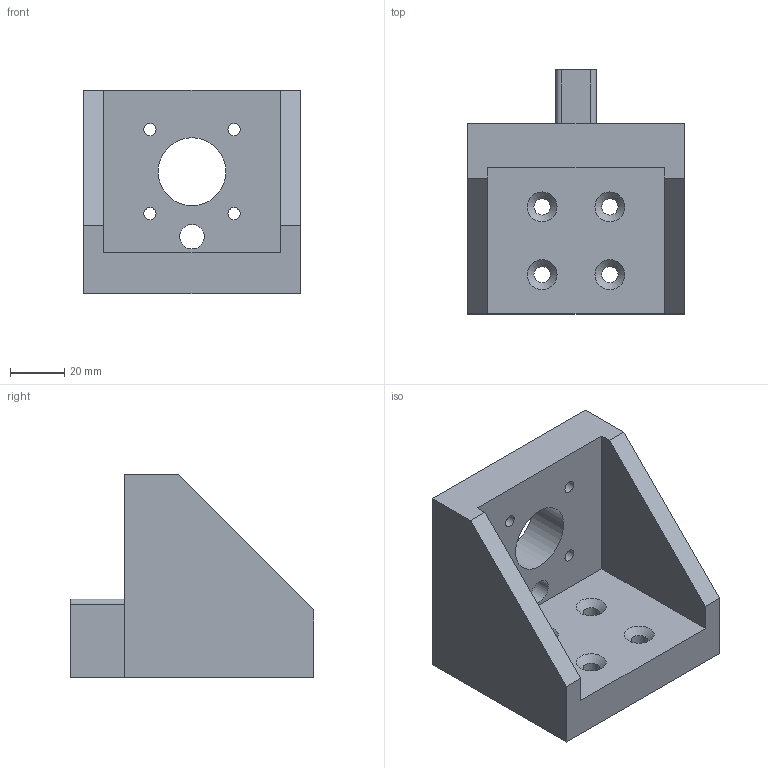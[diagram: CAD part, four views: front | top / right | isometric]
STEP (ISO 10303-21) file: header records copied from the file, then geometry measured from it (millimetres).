
FILE_DESCRIPTION(/* description */ (''),/* implementation_level */ '2;1');
FILE_NAME(/* name */ 'braket2.step',/* time_stamp */ '2024-03-26T12:28:09+01:00',/* author */ (''),/* organization */ (''),/* preprocessor_version */ 'ST-DEVELOPER v20',/* originating_system */ 'Autodesk Translation Framework v12.20.1.177',/* authorisation */ '');
FILE_SCHEMA (('AUTOMOTIVE_DESIGN { 1 0 10303 214 3 1 1 }'));
Length unit declared in the file: millimetre
Products named in the file (1): braket2
Bounding box: 80 x 90 x 75 mm (x, y, z)
Volume: 186156.1 mm3; surface area: 39236.3 mm2
Topology: 1 solids, 1 shells, 32 faces, 86 edges, 56 vertices
Faces by surface type: plane 16, cylinder 12, cone 4
Full cylindrical faces by diameter (mm): 4.5 x4, 6 x4, 9 x1, 25 x1
Entity records: 1086 total; most frequent: DIRECTION 180, CARTESIAN_POINT 175, ORIENTED_EDGE 172, EDGE_CURVE 86, AXIS2_PLACEMENT_3D 61, LINE 58, VECTOR 58, VERTEX_POINT 56
